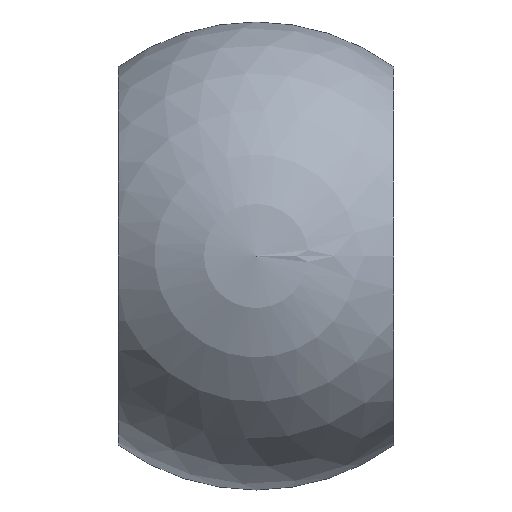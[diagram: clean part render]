
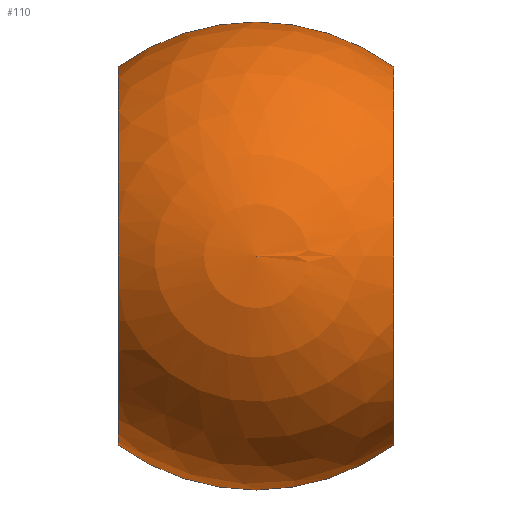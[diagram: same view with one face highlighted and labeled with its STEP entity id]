
A CAD part, front view. The second image highlights one B-rep face of the part: STEP entity #110.
In plain terms, the highlighted spherical face has radius 8.5 mm.
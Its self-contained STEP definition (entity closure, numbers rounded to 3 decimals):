
#2 = CARTESIAN_POINT ( 'NONE',  ( 0., 0., -8.5 ) ) ;
#6 = EDGE_CURVE ( 'NONE', #177, #184, #60, .T. ) ;
#12 = CIRCLE ( 'NONE', #190, 8.5 ) ;
#25 = CARTESIAN_POINT ( 'NONE',  ( 0., 0., 0. ) ) ;
#29 = DIRECTION ( 'NONE',  ( 0., 1., 0. ) ) ;
#30 = ORIENTED_EDGE ( 'NONE', *, *, #106, .T. ) ;
#42 = VERTEX_POINT ( 'NONE', #90 ) ;
#44 = CIRCLE ( 'NONE', #103, 8.5 ) ;
#48 = DIRECTION ( 'NONE',  ( 1., 0., 0. ) ) ;
#51 = CARTESIAN_POINT ( 'NONE',  ( -5., 0., 6.874 ) ) ;
#60 = CIRCLE ( 'NONE', #104, 8.5 ) ;
#65 = CARTESIAN_POINT ( 'NONE',  ( 5., 0., 0. ) ) ;
#67 = ORIENTED_EDGE ( 'NONE', *, *, #158, .F. ) ;
#70 = DIRECTION ( 'NONE',  ( -1., 0., 0. ) ) ;
#77 = EDGE_CURVE ( 'NONE', #135, #42, #82, .T. ) ;
#78 = ORIENTED_EDGE ( 'NONE', *, *, #6, .F. ) ;
#82 = CIRCLE ( 'NONE', #133, 6.874 ) ;
#85 = DIRECTION ( 'NONE',  ( 0., 0., 1. ) ) ;
#87 = EDGE_CURVE ( 'NONE', #205, #177, #269, .T. ) ;
#88 = DIRECTION ( 'NONE',  ( 0., 0., 1. ) ) ;
#90 = CARTESIAN_POINT ( 'NONE',  ( 5., 0., 6.874 ) ) ;
#103 = AXIS2_PLACEMENT_3D ( 'NONE', #253, #129, #109 ) ;
#104 = AXIS2_PLACEMENT_3D ( 'NONE', #188, #146, #150 ) ;
#106 = EDGE_CURVE ( 'NONE', #42, #184, #44, .T. ) ;
#107 = AXIS2_PLACEMENT_3D ( 'NONE', #132, #260, #194 ) ;
#109 = DIRECTION ( 'NONE',  ( 0., 0., -1. ) ) ;
#110 = ADVANCED_FACE ( 'NONE', ( #266 ), #217, .T. ) ;
#116 = CARTESIAN_POINT ( 'NONE',  ( -5., 0., -6.874 ) ) ;
#125 = AXIS2_PLACEMENT_3D ( 'NONE', #187, #29, #48 ) ;
#126 = VERTEX_POINT ( 'NONE', #2 ) ;
#128 = CARTESIAN_POINT ( 'NONE',  ( -5., 0., 0. ) ) ;
#129 = DIRECTION ( 'NONE',  ( 0., -1., 0. ) ) ;
#132 = CARTESIAN_POINT ( 'NONE',  ( 0., 0., 0. ) ) ;
#133 = AXIS2_PLACEMENT_3D ( 'NONE', #65, #192, #88 ) ;
#135 = VERTEX_POINT ( 'NONE', #191 ) ;
#146 = DIRECTION ( 'NONE',  ( 0., 1., 0. ) ) ;
#150 = DIRECTION ( 'NONE',  ( -1., 0., 0. ) ) ;
#158 = EDGE_CURVE ( 'NONE', #126, #205, #12, .T. ) ;
#177 = VERTEX_POINT ( 'NONE', #51 ) ;
#180 = EDGE_LOOP ( 'NONE', ( #67, #193, #262, #30, #78, #264 ) ) ;
#184 = VERTEX_POINT ( 'NONE', #250 ) ;
#187 = CARTESIAN_POINT ( 'NONE',  ( 0., 0., 0. ) ) ;
#188 = CARTESIAN_POINT ( 'NONE',  ( 0., 0., 0. ) ) ;
#190 = AXIS2_PLACEMENT_3D ( 'NONE', #25, #241, #70 ) ;
#191 = CARTESIAN_POINT ( 'NONE',  ( 5., 0., -6.874 ) ) ;
#192 = DIRECTION ( 'NONE',  ( -1., 0., 0. ) ) ;
#193 = ORIENTED_EDGE ( 'NONE', *, *, #199, .T. ) ;
#194 = DIRECTION ( 'NONE',  ( 0., 0., -1. ) ) ;
#199 = EDGE_CURVE ( 'NONE', #126, #135, #201, .T. ) ;
#201 = CIRCLE ( 'NONE', #107, 8.5 ) ;
#205 = VERTEX_POINT ( 'NONE', #116 ) ;
#211 = DIRECTION ( 'NONE',  ( -1., 0., 0. ) ) ;
#217 = SPHERICAL_SURFACE ( 'NONE', #125, 8.5 ) ;
#233 = AXIS2_PLACEMENT_3D ( 'NONE', #128, #211, #85 ) ;
#241 = DIRECTION ( 'NONE',  ( 0., 1., 0. ) ) ;
#250 = CARTESIAN_POINT ( 'NONE',  ( 0., 0., 8.5 ) ) ;
#253 = CARTESIAN_POINT ( 'NONE',  ( 0., 0., 0. ) ) ;
#260 = DIRECTION ( 'NONE',  ( 0., -1., 0. ) ) ;
#262 = ORIENTED_EDGE ( 'NONE', *, *, #77, .T. ) ;
#264 = ORIENTED_EDGE ( 'NONE', *, *, #87, .F. ) ;
#266 = FACE_OUTER_BOUND ( 'NONE', #180, .T. ) ;
#269 = CIRCLE ( 'NONE', #233, 6.874 ) ;
